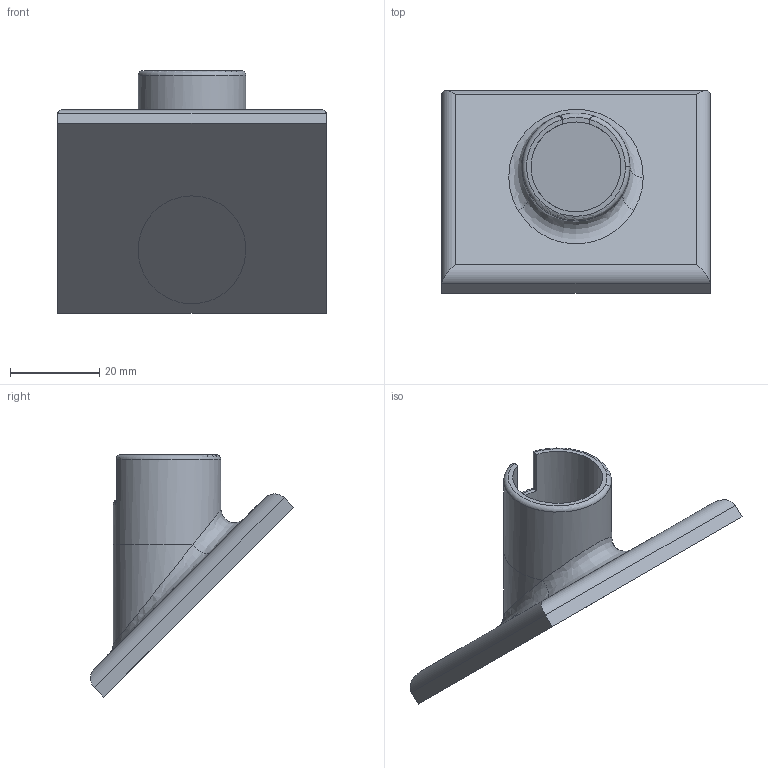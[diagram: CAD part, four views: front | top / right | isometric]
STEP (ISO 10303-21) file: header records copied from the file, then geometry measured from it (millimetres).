
FILE_DESCRIPTION(('FreeCAD Model'),'2;1');
FILE_NAME('Open CASCADE Shape Model','2024-02-23T12:56:15',(''),(''), 'Open CASCADE STEP processor 7.6','FreeCAD','Unknown');
FILE_SCHEMA(('AUTOMOTIVE_DESIGN { 1 0 10303 214 1 1 1 1 }'));
Length unit declared in the file: millimetre
Products named in the file (2): Base; Body014
Assembly tree (1 placements, depth 2):
  Base
    Body014
Bounding box: 60 x 45.42 x 54.14 mm (x, y, z)
Volume: 29362.6 mm3; surface area: 11460.3 mm2
Topology: 1 solids, 1 shells, 29 faces, 66 edges, 41 vertices
Faces by surface type: plane 12, cylinder 10, bspline 4, torus 3
Full cylindrical faces by diameter (mm): 20.11 x1, 24.11 x1
Entity records: 2891 total; most frequent: CARTESIAN_POINT 1588, DIRECTION 223, ORIENTED_EDGE 132, PCURVE 132, DEFINITIONAL_REPRESENTATION 132, LINE 122, VECTOR 122, EDGE_CURVE 66
